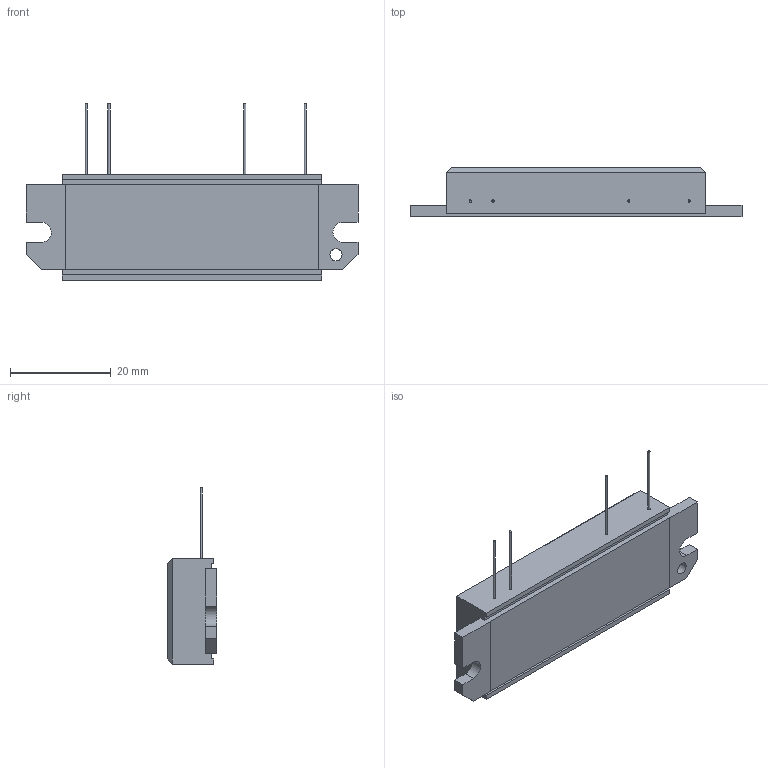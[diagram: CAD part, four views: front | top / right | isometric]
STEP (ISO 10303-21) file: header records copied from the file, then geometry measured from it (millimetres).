
FILE_DESCRIPTION(/* description */ (''),/* implementation_level */ '2;1');
FILE_NAME(/* name */ 'RA30H4047M.step',/* time_stamp */ '2018-06-20T00:12:52-06:00',/* author */ ('mima3079'),/* organization */ (''),/* preprocessor_version */ 'ST-DEVELOPER v17',/* originating_system */ 'Autodesk Translation Framework v7.1.0.215',/* authorisation */ '');
FILE_SCHEMA (('AUTOMOTIVE_DESIGN { 1 0 10303 214 3 1 1 }'));
Length unit declared in the file: millimetre
Products named in the file (1): RA30H4047M
Bounding box: 66 x 9.88 x 35 mm (x, y, z)
Volume: 9771.5 mm3; surface area: 6101.8 mm2
Topology: 6 solids, 6 shells, 55 faces, 125 edges, 82 vertices
Faces by surface type: plane 48, cylinder 7
Full cylindrical faces by diameter (mm): 0.45 x4, 2.412 x1
Entity records: 1574 total; most frequent: CARTESIAN_POINT 263, DIRECTION 251, ORIENTED_EDGE 250, EDGE_CURVE 125, LINE 111, VECTOR 111, VERTEX_POINT 82, AXIS2_PLACEMENT_3D 70
